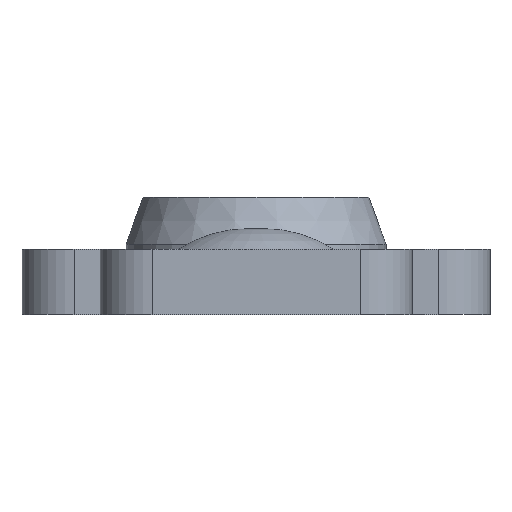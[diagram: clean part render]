
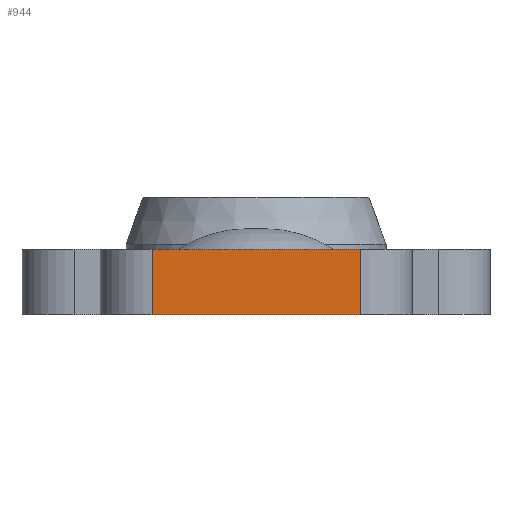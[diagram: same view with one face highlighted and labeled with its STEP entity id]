
A CAD part, front view. The second image highlights one B-rep face of the part: STEP entity #944.
In plain terms, the highlighted planar face has unit normal (0, -1, 0).
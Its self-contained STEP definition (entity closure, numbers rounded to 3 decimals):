
#9 = EDGE_CURVE ( 'NONE', #155, #167, #612, .T. ) ;
#27 = DIRECTION ( 'NONE',  ( 1., 0., 0. ) ) ;
#29 = CARTESIAN_POINT ( 'NONE',  ( 12., 0., 2.5 ) ) ;
#94 = CARTESIAN_POINT ( 'NONE',  ( 2., 0., 2.5 ) ) ;
#95 = CARTESIAN_POINT ( 'NONE',  ( 10., 0., 2.5 ) ) ;
#106 = CARTESIAN_POINT ( 'NONE',  ( 2., 0., 0. ) ) ;
#107 = CARTESIAN_POINT ( 'NONE',  ( 10., 0., 0. ) ) ;
#124 = DIRECTION ( 'NONE',  ( 0., 0., 1. ) ) ;
#125 = CARTESIAN_POINT ( 'NONE',  ( 10., 0., 2.5 ) ) ;
#155 = VERTEX_POINT ( 'NONE', #107 ) ;
#156 = VERTEX_POINT ( 'NONE', #106 ) ;
#167 = VERTEX_POINT ( 'NONE', #95 ) ;
#168 = VERTEX_POINT ( 'NONE', #94 ) ;
#292 = CARTESIAN_POINT ( 'NONE',  ( 12., 0., 2.5 ) ) ;
#293 = PLANE ( 'NONE',  #1041 ) ;
#298 = DIRECTION ( 'NONE',  ( 0., 1., 0. ) ) ;
#299 = DIRECTION ( 'NONE',  ( -1., 0., 0. ) ) ;
#499 = FACE_OUTER_BOUND ( 'NONE', #796, .T. ) ;
#538 = VECTOR ( 'NONE', #956, 1000. ) ;
#539 = LINE ( 'NONE', #957, #538 ) ;
#551 = VECTOR ( 'NONE', #981, 1000. ) ;
#561 = LINE ( 'NONE', #980, #551 ) ;
#583 = VECTOR ( 'NONE', #27, 1000. ) ;
#594 = LINE ( 'NONE', #29, #583 ) ;
#611 = VECTOR ( 'NONE', #124, 1000. ) ;
#612 = LINE ( 'NONE', #125, #611 ) ;
#696 = ORIENTED_EDGE ( 'NONE', *, *, #862, .F. ) ;
#697 = ORIENTED_EDGE ( 'NONE', *, *, #890, .T. ) ;
#698 = ORIENTED_EDGE ( 'NONE', *, *, #884, .T. ) ;
#699 = ORIENTED_EDGE ( 'NONE', *, *, #9, .T. ) ;
#796 = EDGE_LOOP ( 'NONE', ( #696, #697, #698, #699 ) ) ;
#862 = EDGE_CURVE ( 'NONE', #168, #167, #594, .T. ) ;
#884 = EDGE_CURVE ( 'NONE', #156, #155, #561, .T. ) ;
#890 = EDGE_CURVE ( 'NONE', #168, #156, #539, .T. ) ;
#944 = ADVANCED_FACE ( 'NONE', ( #499 ), #293, .F. ) ;
#956 = DIRECTION ( 'NONE',  ( 0., 0., -1. ) ) ;
#957 = CARTESIAN_POINT ( 'NONE',  ( 2., 0., 2.5 ) ) ;
#980 = CARTESIAN_POINT ( 'NONE',  ( 12., 0., 0. ) ) ;
#981 = DIRECTION ( 'NONE',  ( 1., 0., 0. ) ) ;
#1041 = AXIS2_PLACEMENT_3D ( 'NONE', #292, #298, #299 ) ;
